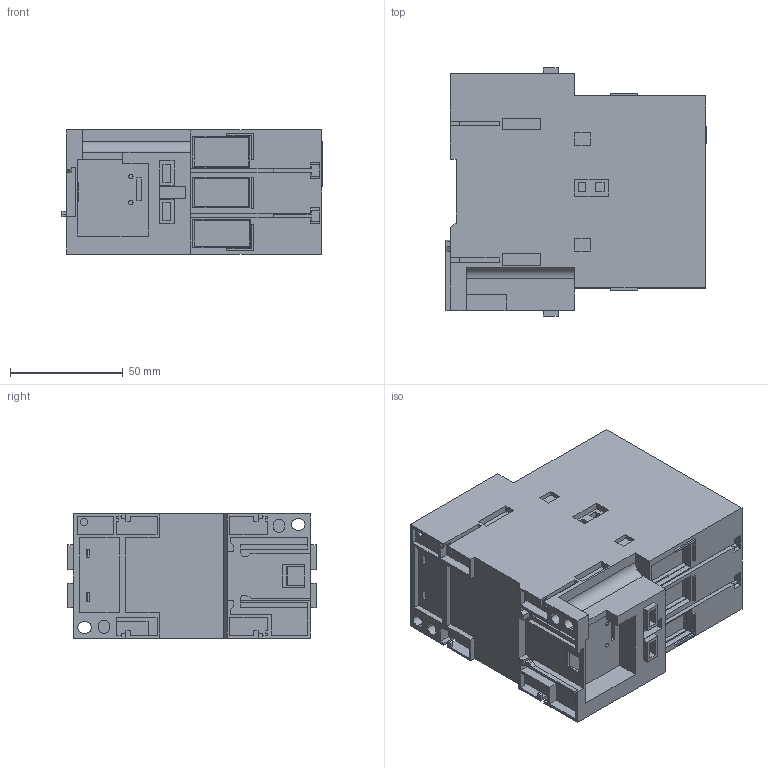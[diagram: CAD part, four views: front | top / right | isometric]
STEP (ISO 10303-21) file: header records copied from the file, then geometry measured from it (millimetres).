
FILE_DESCRIPTION (( 'STEP AP214' ), '1' );
FILE_NAME ('B3RT1044-1AC21.STEP', '2020-01-06T11:41:03', ( '' ), ( '' ), 'SwSTEP 2.0', 'SolidWorks 2017', '' );
FILE_SCHEMA (( 'AUTOMOTIVE_DESIGN' ));
Length unit declared in the file: millimetre
Products named in the file (1): B3RT1044-1AC21
Bounding box: 115.2 x 110 x 55 mm (x, y, z)
Volume: 518746 mm3; surface area: 61517.6 mm2
Topology: 2 solids, 5 shells, 911 faces, 2427 edges, 1616 vertices
Faces by surface type: plane 791, cylinder 70, bspline 50
Entity records: 30418 total; most frequent: CARTESIAN_POINT 7805, ORIENTED_EDGE 4854, DIRECTION 4191, EDGE_CURVE 2427, VECTOR 2187, LINE 2187, VERTEX_POINT 1616, EDGE_LOOP 1015
